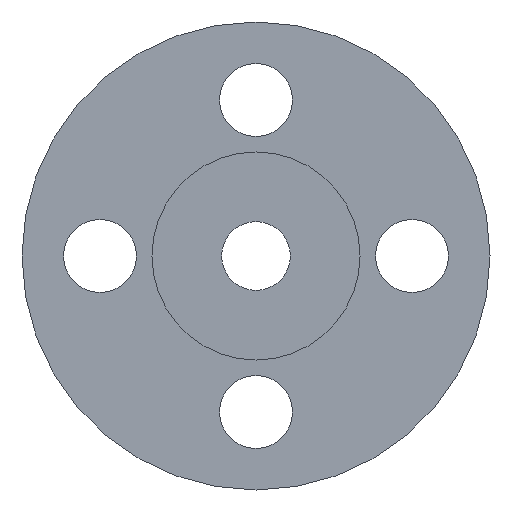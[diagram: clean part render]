
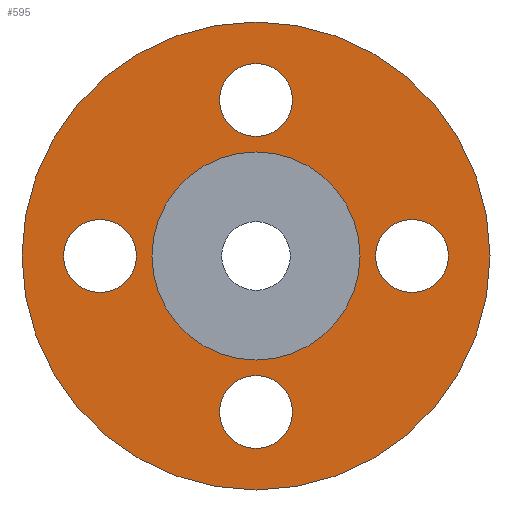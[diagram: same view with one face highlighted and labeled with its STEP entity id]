
A CAD part, front view. The second image highlights one B-rep face of the part: STEP entity #595.
In plain terms, the highlighted planar face has unit normal (0, -1, 0).
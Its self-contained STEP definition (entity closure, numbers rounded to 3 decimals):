
#4 = CARTESIAN_POINT ( 'NONE',  ( -30., 2., 0. ) ) ;
#6 = VERTEX_POINT ( 'NONE', #614 ) ;
#8 = DIRECTION ( 'NONE',  ( 0., 1., 0. ) ) ;
#9 = ORIENTED_EDGE ( 'NONE', *, *, #335, .F. ) ;
#13 = DIRECTION ( 'NONE',  ( 0., -1., 0. ) ) ;
#14 = EDGE_LOOP ( 'NONE', ( #9, #659 ) ) ;
#15 = EDGE_CURVE ( 'NONE', #6, #691, #705, .T. ) ;
#17 = DIRECTION ( 'NONE',  ( 0., -1., 0. ) ) ;
#34 = CIRCLE ( 'NONE', #605, 7. ) ;
#46 = ORIENTED_EDGE ( 'NONE', *, *, #279, .F. ) ;
#53 = ORIENTED_EDGE ( 'NONE', *, *, #630, .T. ) ;
#54 = DIRECTION ( 'NONE',  ( 0., 1., 0. ) ) ;
#57 = CARTESIAN_POINT ( 'NONE',  ( 0., 2., -30. ) ) ;
#61 = ORIENTED_EDGE ( 'NONE', *, *, #646, .F. ) ;
#69 = CIRCLE ( 'NONE', #148, 45. ) ;
#87 = DIRECTION ( 'NONE',  ( 0., 0., -1. ) ) ;
#88 = FACE_BOUND ( 'NONE', #277, .T. ) ;
#99 = AXIS2_PLACEMENT_3D ( 'NONE', #733, #54, #551 ) ;
#119 = DIRECTION ( 'NONE',  ( 0., 0., 1. ) ) ;
#121 = EDGE_CURVE ( 'NONE', #269, #726, #690, .T. ) ;
#124 = DIRECTION ( 'NONE',  ( 0., 0., -1. ) ) ;
#125 = CARTESIAN_POINT ( 'NONE',  ( 0., 2., 37. ) ) ;
#130 = CARTESIAN_POINT ( 'NONE',  ( 0., 2., -37. ) ) ;
#136 = CARTESIAN_POINT ( 'NONE',  ( 0., 2., -23. ) ) ;
#141 = ORIENTED_EDGE ( 'NONE', *, *, #308, .F. ) ;
#145 = CARTESIAN_POINT ( 'NONE',  ( 30., 2., 0. ) ) ;
#148 = AXIS2_PLACEMENT_3D ( 'NONE', #567, #8, #709 ) ;
#149 = FACE_BOUND ( 'NONE', #346, .T. ) ;
#152 = DIRECTION ( 'NONE',  ( 0., 0., 1. ) ) ;
#155 = CARTESIAN_POINT ( 'NONE',  ( 0., 2., 30. ) ) ;
#159 = VERTEX_POINT ( 'NONE', #203 ) ;
#166 = AXIS2_PLACEMENT_3D ( 'NONE', #505, #636, #754 ) ;
#173 = DIRECTION ( 'NONE',  ( 0., 0., -1. ) ) ;
#185 = DIRECTION ( 'NONE',  ( 0., 0., -1. ) ) ;
#191 = EDGE_CURVE ( 'NONE', #365, #638, #493, .T. ) ;
#199 = CIRCLE ( 'NONE', #297, 7. ) ;
#201 = CIRCLE ( 'NONE', #660, 7. ) ;
#203 = CARTESIAN_POINT ( 'NONE',  ( 0., 2., -45. ) ) ;
#208 = AXIS2_PLACEMENT_3D ( 'NONE', #492, #801, #119 ) ;
#213 = AXIS2_PLACEMENT_3D ( 'NONE', #694, #13, #261 ) ;
#231 = CARTESIAN_POINT ( 'NONE',  ( 30., 2., 0. ) ) ;
#261 = DIRECTION ( 'NONE',  ( 0., 0., -1. ) ) ;
#266 = CIRCLE ( 'NONE', #569, 45. ) ;
#269 = VERTEX_POINT ( 'NONE', #563 ) ;
#275 = CIRCLE ( 'NONE', #313, 7. ) ;
#276 = CARTESIAN_POINT ( 'NONE',  ( 0., 2., 20. ) ) ;
#277 = EDGE_LOOP ( 'NONE', ( #53, #422 ) ) ;
#279 = EDGE_CURVE ( 'NONE', #691, #6, #275, .T. ) ;
#282 = DIRECTION ( 'NONE',  ( 0., 1., 0. ) ) ;
#283 = ORIENTED_EDGE ( 'NONE', *, *, #359, .F. ) ;
#290 = EDGE_CURVE ( 'NONE', #322, #635, #456, .T. ) ;
#293 = CARTESIAN_POINT ( 'NONE',  ( -30., 2., 7. ) ) ;
#295 = AXIS2_PLACEMENT_3D ( 'NONE', #231, #475, #552 ) ;
#297 = AXIS2_PLACEMENT_3D ( 'NONE', #632, #628, #381 ) ;
#306 = VERTEX_POINT ( 'NONE', #130 ) ;
#308 = EDGE_CURVE ( 'NONE', #159, #685, #69, .T. ) ;
#313 = AXIS2_PLACEMENT_3D ( 'NONE', #145, #17, #185 ) ;
#322 = VERTEX_POINT ( 'NONE', #653 ) ;
#330 = PLANE ( 'NONE',  #637 ) ;
#335 = EDGE_CURVE ( 'NONE', #638, #365, #34, .T. ) ;
#336 = FACE_OUTER_BOUND ( 'NONE', #338, .T. ) ;
#338 = EDGE_LOOP ( 'NONE', ( #760, #141 ) ) ;
#344 = DIRECTION ( 'NONE',  ( 0., -1., 0. ) ) ;
#346 = EDGE_LOOP ( 'NONE', ( #604, #46 ) ) ;
#348 = FACE_BOUND ( 'NONE', #14, .T. ) ;
#359 = EDGE_CURVE ( 'NONE', #306, #412, #565, .T. ) ;
#365 = VERTEX_POINT ( 'NONE', #125 ) ;
#381 = DIRECTION ( 'NONE',  ( 0., 0., -1. ) ) ;
#385 = CARTESIAN_POINT ( 'NONE',  ( 0., 2., 20. ) ) ;
#388 = FACE_BOUND ( 'NONE', #582, .T. ) ;
#390 = EDGE_CURVE ( 'NONE', #635, #322, #199, .T. ) ;
#403 = ORIENTED_EDGE ( 'NONE', *, *, #290, .F. ) ;
#406 = CARTESIAN_POINT ( 'NONE',  ( 0., 2., 0. ) ) ;
#412 = VERTEX_POINT ( 'NONE', #136 ) ;
#422 = ORIENTED_EDGE ( 'NONE', *, *, #121, .T. ) ;
#429 = DIRECTION ( 'NONE',  ( 0., -1., 0. ) ) ;
#446 = CIRCLE ( 'NONE', #99, 20. ) ;
#456 = CIRCLE ( 'NONE', #527, 7. ) ;
#475 = DIRECTION ( 'NONE',  ( 0., -1., 0. ) ) ;
#477 = DIRECTION ( 'NONE',  ( 0., -1., 0. ) ) ;
#491 = CARTESIAN_POINT ( 'NONE',  ( 0., 2., 45. ) ) ;
#492 = CARTESIAN_POINT ( 'NONE',  ( 0., 2., 0. ) ) ;
#493 = CIRCLE ( 'NONE', #166, 7. ) ;
#505 = CARTESIAN_POINT ( 'NONE',  ( 0., 2., 30. ) ) ;
#515 = ORIENTED_EDGE ( 'NONE', *, *, #390, .F. ) ;
#527 = AXIS2_PLACEMENT_3D ( 'NONE', #4, #429, #124 ) ;
#529 = DIRECTION ( 'NONE',  ( 0., 0., -1. ) ) ;
#543 = EDGE_CURVE ( 'NONE', #685, #159, #266, .T. ) ;
#551 = DIRECTION ( 'NONE',  ( 0., 0., 1. ) ) ;
#552 = DIRECTION ( 'NONE',  ( 0., 0., -1. ) ) ;
#563 = CARTESIAN_POINT ( 'NONE',  ( 0., 2., -20. ) ) ;
#565 = CIRCLE ( 'NONE', #213, 7. ) ;
#567 = CARTESIAN_POINT ( 'NONE',  ( 0., 2., 0. ) ) ;
#569 = AXIS2_PLACEMENT_3D ( 'NONE', #406, #282, #152 ) ;
#582 = EDGE_LOOP ( 'NONE', ( #283, #61 ) ) ;
#586 = DIRECTION ( 'NONE',  ( 0., -1., 0. ) ) ;
#595 = ADVANCED_FACE ( 'NONE', ( #149, #348, #651, #388, #88, #336 ), #330, .T. ) ;
#604 = ORIENTED_EDGE ( 'NONE', *, *, #15, .F. ) ;
#605 = AXIS2_PLACEMENT_3D ( 'NONE', #155, #344, #87 ) ;
#613 = EDGE_LOOP ( 'NONE', ( #403, #515 ) ) ;
#614 = CARTESIAN_POINT ( 'NONE',  ( 30., 2., -7. ) ) ;
#628 = DIRECTION ( 'NONE',  ( 0., -1., 0. ) ) ;
#630 = EDGE_CURVE ( 'NONE', #726, #269, #446, .T. ) ;
#632 = CARTESIAN_POINT ( 'NONE',  ( -30., 2., 0. ) ) ;
#635 = VERTEX_POINT ( 'NONE', #293 ) ;
#636 = DIRECTION ( 'NONE',  ( 0., -1., 0. ) ) ;
#637 = AXIS2_PLACEMENT_3D ( 'NONE', #276, #586, #529 ) ;
#638 = VERTEX_POINT ( 'NONE', #675 ) ;
#646 = EDGE_CURVE ( 'NONE', #412, #306, #201, .T. ) ;
#651 = FACE_BOUND ( 'NONE', #613, .T. ) ;
#653 = CARTESIAN_POINT ( 'NONE',  ( -30., 2., -7. ) ) ;
#659 = ORIENTED_EDGE ( 'NONE', *, *, #191, .F. ) ;
#660 = AXIS2_PLACEMENT_3D ( 'NONE', #57, #477, #173 ) ;
#675 = CARTESIAN_POINT ( 'NONE',  ( 0., 2., 23. ) ) ;
#685 = VERTEX_POINT ( 'NONE', #491 ) ;
#690 = CIRCLE ( 'NONE', #208, 20. ) ;
#691 = VERTEX_POINT ( 'NONE', #753 ) ;
#694 = CARTESIAN_POINT ( 'NONE',  ( 0., 2., -30. ) ) ;
#705 = CIRCLE ( 'NONE', #295, 7. ) ;
#709 = DIRECTION ( 'NONE',  ( 0., 0., 1. ) ) ;
#726 = VERTEX_POINT ( 'NONE', #385 ) ;
#733 = CARTESIAN_POINT ( 'NONE',  ( 0., 2., 0. ) ) ;
#753 = CARTESIAN_POINT ( 'NONE',  ( 30., 2., 7. ) ) ;
#754 = DIRECTION ( 'NONE',  ( 0., 0., -1. ) ) ;
#760 = ORIENTED_EDGE ( 'NONE', *, *, #543, .F. ) ;
#801 = DIRECTION ( 'NONE',  ( 0., 1., 0. ) ) ;
